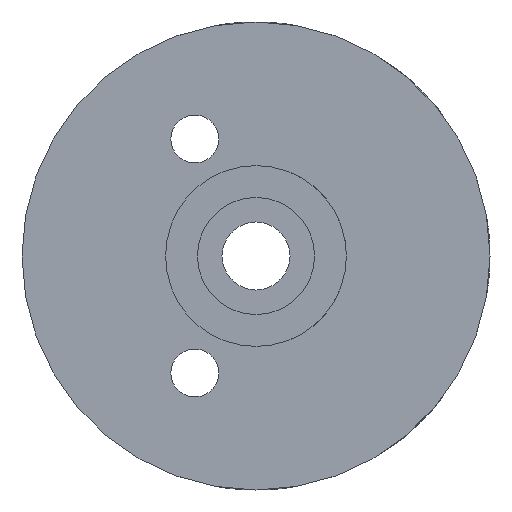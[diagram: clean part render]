
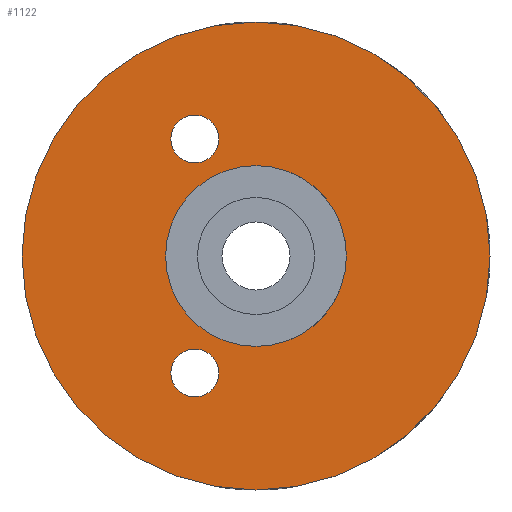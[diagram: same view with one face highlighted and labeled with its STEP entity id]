
A CAD part, front view. The second image highlights one B-rep face of the part: STEP entity #1122.
In plain terms, the highlighted planar face has unit normal (0, -1, 0).
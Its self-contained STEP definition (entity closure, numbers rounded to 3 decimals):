
#7 = AXIS2_PLACEMENT_3D ( 'NONE', #2066, #447, #103 ) ;
#11 = DIRECTION ( 'NONE',  ( 0., 0., 1. ) ) ;
#37 = VERTEX_POINT ( 'NONE', #371 ) ;
#47 = CARTESIAN_POINT ( 'NONE',  ( 8.5, -10., 0. ) ) ;
#78 = AXIS2_PLACEMENT_3D ( 'NONE', #1887, #1246, #1199 ) ;
#103 = DIRECTION ( 'NONE',  ( 0., 0., -1. ) ) ;
#175 = EDGE_CURVE ( 'NONE', #901, #311, #740, .T. ) ;
#185 = VERTEX_POINT ( 'NONE', #967 ) ;
#228 = DIRECTION ( 'NONE',  ( 0., -1., 0. ) ) ;
#260 = ORIENTED_EDGE ( 'NONE', *, *, #1855, .T. ) ;
#274 = AXIS2_PLACEMENT_3D ( 'NONE', #2065, #1174, #1798 ) ;
#311 = VERTEX_POINT ( 'NONE', #355 ) ;
#355 = CARTESIAN_POINT ( 'NONE',  ( -5.75, -10., -8.75 ) ) ;
#371 = CARTESIAN_POINT ( 'NONE',  ( 22., -10., 0. ) ) ;
#377 = CARTESIAN_POINT ( 'NONE',  ( -5.75, -10., 8.75 ) ) ;
#447 = DIRECTION ( 'NONE',  ( 0., -1., 0. ) ) ;
#451 = PLANE ( 'NONE',  #1655 ) ;
#501 = DIRECTION ( 'NONE',  ( 0., 1., 0. ) ) ;
#524 = CARTESIAN_POINT ( 'NONE',  ( -5.75, -10., -13.25 ) ) ;
#559 = DIRECTION ( 'NONE',  ( 0., 0., 1. ) ) ;
#579 = ORIENTED_EDGE ( 'NONE', *, *, #1801, .T. ) ;
#601 = ORIENTED_EDGE ( 'NONE', *, *, #1706, .F. ) ;
#628 = CIRCLE ( 'NONE', #78, 8.5 ) ;
#630 = CIRCLE ( 'NONE', #999, 2.25 ) ;
#648 = ORIENTED_EDGE ( 'NONE', *, *, #843, .T. ) ;
#689 = CIRCLE ( 'NONE', #7, 2.25 ) ;
#691 = VERTEX_POINT ( 'NONE', #377 ) ;
#740 = CIRCLE ( 'NONE', #274, 2.25 ) ;
#790 = EDGE_LOOP ( 'NONE', ( #1969, #601 ) ) ;
#801 = EDGE_LOOP ( 'NONE', ( #2106, #1596 ) ) ;
#809 = EDGE_LOOP ( 'NONE', ( #997, #260 ) ) ;
#843 = EDGE_CURVE ( 'NONE', #691, #185, #1239, .T. ) ;
#858 = EDGE_CURVE ( 'NONE', #37, #1485, #1901, .T. ) ;
#870 = DIRECTION ( 'NONE',  ( 1., 0., 0. ) ) ;
#901 = VERTEX_POINT ( 'NONE', #524 ) ;
#953 = FACE_BOUND ( 'NONE', #801, .T. ) ;
#966 = DIRECTION ( 'NONE',  ( 0., -1., 0. ) ) ;
#967 = CARTESIAN_POINT ( 'NONE',  ( -5.75, -10., 13.25 ) ) ;
#997 = ORIENTED_EDGE ( 'NONE', *, *, #858, .T. ) ;
#999 = AXIS2_PLACEMENT_3D ( 'NONE', #1564, #1241, #559 ) ;
#1122 = ADVANCED_FACE ( 'NONE', ( #953, #1454, #2070, #1600 ), #451, .T. ) ;
#1168 = CARTESIAN_POINT ( 'NONE',  ( -8.5, -10., 0. ) ) ;
#1174 = DIRECTION ( 'NONE',  ( 0., -1., 0. ) ) ;
#1199 = DIRECTION ( 'NONE',  ( 1., 0., 0. ) ) ;
#1239 = CIRCLE ( 'NONE', #1438, 2.25 ) ;
#1241 = DIRECTION ( 'NONE',  ( 0., 1., 0. ) ) ;
#1246 = DIRECTION ( 'NONE',  ( 0., -1., 0. ) ) ;
#1329 = DIRECTION ( 'NONE',  ( 0., -1., 0. ) ) ;
#1332 = VERTEX_POINT ( 'NONE', #1168 ) ;
#1337 = DIRECTION ( 'NONE',  ( 0., -1., 0. ) ) ;
#1346 = AXIS2_PLACEMENT_3D ( 'NONE', #1841, #1337, #1477 ) ;
#1413 = CIRCLE ( 'NONE', #1346, 8.5 ) ;
#1428 = VERTEX_POINT ( 'NONE', #47 ) ;
#1438 = AXIS2_PLACEMENT_3D ( 'NONE', #1504, #501, #11 ) ;
#1454 = FACE_BOUND ( 'NONE', #790, .T. ) ;
#1477 = DIRECTION ( 'NONE',  ( 1., 0., 0. ) ) ;
#1485 = VERTEX_POINT ( 'NONE', #1986 ) ;
#1504 = CARTESIAN_POINT ( 'NONE',  ( -5.75, -10., 11. ) ) ;
#1508 = EDGE_CURVE ( 'NONE', #1428, #1332, #628, .T. ) ;
#1552 = CIRCLE ( 'NONE', #2024, 22. ) ;
#1564 = CARTESIAN_POINT ( 'NONE',  ( -5.75, -10., 11. ) ) ;
#1596 = ORIENTED_EDGE ( 'NONE', *, *, #175, .F. ) ;
#1600 = FACE_OUTER_BOUND ( 'NONE', #809, .T. ) ;
#1655 = AXIS2_PLACEMENT_3D ( 'NONE', #1952, #966, #1765 ) ;
#1657 = CARTESIAN_POINT ( 'NONE',  ( 0., -10., 0. ) ) ;
#1663 = EDGE_LOOP ( 'NONE', ( #579, #648 ) ) ;
#1698 = CARTESIAN_POINT ( 'NONE',  ( 0., -10., 0. ) ) ;
#1706 = EDGE_CURVE ( 'NONE', #1332, #1428, #1413, .T. ) ;
#1765 = DIRECTION ( 'NONE',  ( 1., 0., 0. ) ) ;
#1798 = DIRECTION ( 'NONE',  ( 0., 0., -1. ) ) ;
#1801 = EDGE_CURVE ( 'NONE', #185, #691, #630, .T. ) ;
#1841 = CARTESIAN_POINT ( 'NONE',  ( 0., -10., 0. ) ) ;
#1852 = DIRECTION ( 'NONE',  ( 1., 0., 0. ) ) ;
#1855 = EDGE_CURVE ( 'NONE', #1485, #37, #1552, .T. ) ;
#1887 = CARTESIAN_POINT ( 'NONE',  ( 0., -10., 0. ) ) ;
#1897 = AXIS2_PLACEMENT_3D ( 'NONE', #1657, #1329, #1852 ) ;
#1901 = CIRCLE ( 'NONE', #1897, 22. ) ;
#1952 = CARTESIAN_POINT ( 'NONE',  ( 0., -10., 0. ) ) ;
#1969 = ORIENTED_EDGE ( 'NONE', *, *, #1508, .F. ) ;
#1986 = CARTESIAN_POINT ( 'NONE',  ( -22., -10., 0. ) ) ;
#2024 = AXIS2_PLACEMENT_3D ( 'NONE', #1698, #228, #870 ) ;
#2064 = EDGE_CURVE ( 'NONE', #311, #901, #689, .T. ) ;
#2065 = CARTESIAN_POINT ( 'NONE',  ( -5.75, -10., -11. ) ) ;
#2066 = CARTESIAN_POINT ( 'NONE',  ( -5.75, -10., -11. ) ) ;
#2070 = FACE_BOUND ( 'NONE', #1663, .T. ) ;
#2106 = ORIENTED_EDGE ( 'NONE', *, *, #2064, .F. ) ;
